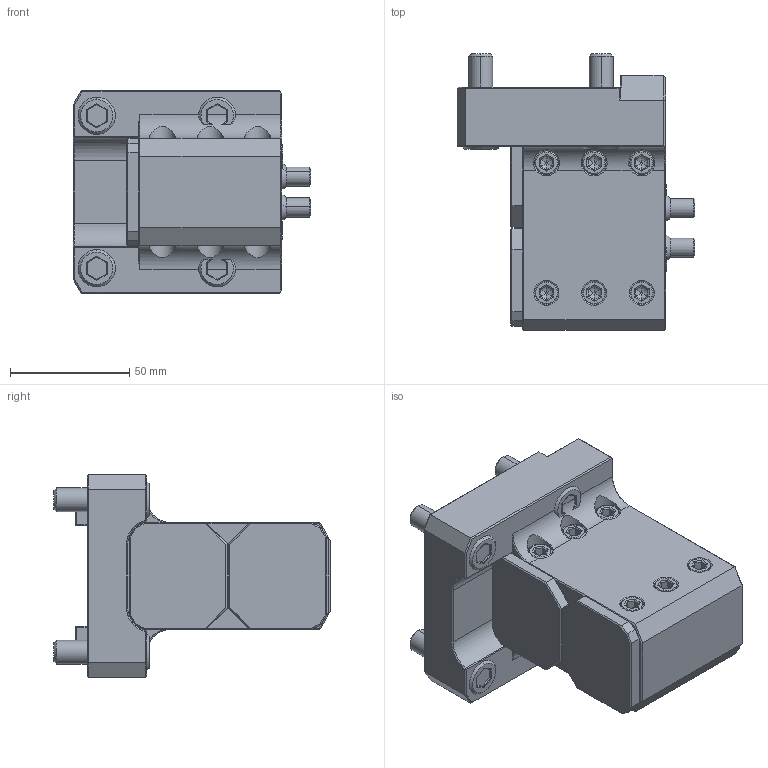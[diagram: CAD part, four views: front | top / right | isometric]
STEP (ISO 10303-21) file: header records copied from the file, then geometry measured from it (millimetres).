
FILE_DESCRIPTION((''),'2;1');
FILE_NAME('NGT_ID_20_31_75_86_36D_HA','2023-05-24T',('vali'),('NOVA GRUP'),'PRO/ENGINEER BY PARAMETRIC TECHNOLOGY CORPORATION, 2010280','PRO/ENGINEER BY PARAMETRIC TECHNOLOGY CORPORATION, 2010280','');
FILE_SCHEMA(('CONFIG_CONTROL_DESIGN'));
Length unit declared in the file: millimetre
Products named in the file (1): NGT_ID_20_31_75_86_36D_HA
Bounding box: 99.89 x 116 x 85 mm (x, y, z)
Volume: 368323.7 mm3; surface area: 54983.6 mm2
Topology: 1 solids, 1 shells, 698 faces, 1623 edges, 886 vertices
Faces by surface type: plane 298, cylinder 200, cone 118, bspline 78, sphere 4
Entity records: 22837 total; most frequent: CARTESIAN_POINT 8127, ORIENTED_EDGE 3086, DIRECTION 2827, EDGE_CURVE 1543, VECTOR 991, LINE 991, AXIS2_PLACEMENT_3D 918, VERTEX_POINT 886
